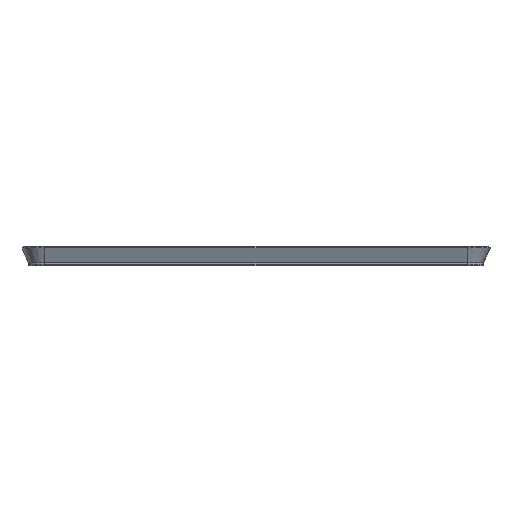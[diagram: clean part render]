
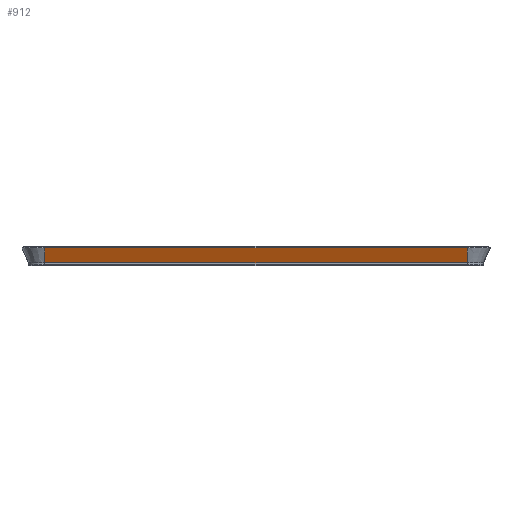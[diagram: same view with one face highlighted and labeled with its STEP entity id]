
A CAD part, top view. The second image highlights one B-rep face of the part: STEP entity #912.
In plain terms, the highlighted planar face has unit normal (0, -0.415, 0.91).
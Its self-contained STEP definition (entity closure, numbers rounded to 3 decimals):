
#1 = CARTESIAN_POINT ( 'NONE',  ( -241.5, 2.5, 211. ) ) ;
#45 = ORIENTED_EDGE ( 'NONE', *, *, #1109, .T. ) ;
#149 = DIRECTION ( 'NONE',  ( 0., -0.91, -0.415 ) ) ;
#202 = AXIS2_PLACEMENT_3D ( 'NONE', #218, #1440, #451 ) ;
#218 = CARTESIAN_POINT ( 'NONE',  ( -241.5, 19.484, 218.748 ) ) ;
#240 = LINE ( 'NONE', #1369, #275 ) ;
#254 = ORIENTED_EDGE ( 'NONE', *, *, #572, .F. ) ;
#275 = VECTOR ( 'NONE', #149, 1000. ) ;
#276 = DIRECTION ( 'NONE',  ( 0., -0.91, -0.415 ) ) ;
#368 = ORIENTED_EDGE ( 'NONE', *, *, #725, .F. ) ;
#370 = VECTOR ( 'NONE', #856, 1000. ) ;
#373 = VERTEX_POINT ( 'NONE', #1200 ) ;
#407 = LINE ( 'NONE', #1, #1143 ) ;
#439 = LINE ( 'NONE', #883, #1372 ) ;
#451 = DIRECTION ( 'NONE',  ( 0., -0.91, -0.415 ) ) ;
#572 = EDGE_CURVE ( 'NONE', #373, #707, #778, .T. ) ;
#618 = EDGE_CURVE ( 'NONE', #1125, #845, #407, .T. ) ;
#629 = DIRECTION ( 'NONE',  ( 1., 0., 0. ) ) ;
#657 = EDGE_LOOP ( 'NONE', ( #1546, #368, #254, #45 ) ) ;
#681 = CARTESIAN_POINT ( 'NONE',  ( 241.5, 2.5, 211. ) ) ;
#707 = VERTEX_POINT ( 'NONE', #755 ) ;
#725 = EDGE_CURVE ( 'NONE', #707, #845, #240, .T. ) ;
#755 = CARTESIAN_POINT ( 'NONE',  ( 241.5, 19.484, 218.748 ) ) ;
#775 = CARTESIAN_POINT ( 'NONE',  ( -241.5, 2.5, 211. ) ) ;
#778 = LINE ( 'NONE', #977, #370 ) ;
#801 = FACE_OUTER_BOUND ( 'NONE', #657, .T. ) ;
#845 = VERTEX_POINT ( 'NONE', #681 ) ;
#856 = DIRECTION ( 'NONE',  ( 1., 0., 0. ) ) ;
#883 = CARTESIAN_POINT ( 'NONE',  ( -241.5, 19.484, 218.748 ) ) ;
#912 = ADVANCED_FACE ( 'NONE', ( #801 ), #1202, .T. ) ;
#977 = CARTESIAN_POINT ( 'NONE',  ( -241.5, 19.484, 218.748 ) ) ;
#1109 = EDGE_CURVE ( 'NONE', #373, #1125, #439, .T. ) ;
#1125 = VERTEX_POINT ( 'NONE', #775 ) ;
#1143 = VECTOR ( 'NONE', #629, 1000. ) ;
#1200 = CARTESIAN_POINT ( 'NONE',  ( -241.5, 19.484, 218.748 ) ) ;
#1202 = PLANE ( 'NONE',  #202 ) ;
#1369 = CARTESIAN_POINT ( 'NONE',  ( 241.5, 19.484, 218.748 ) ) ;
#1372 = VECTOR ( 'NONE', #276, 1000. ) ;
#1440 = DIRECTION ( 'NONE',  ( 0., -0.415, 0.91 ) ) ;
#1546 = ORIENTED_EDGE ( 'NONE', *, *, #618, .T. ) ;
